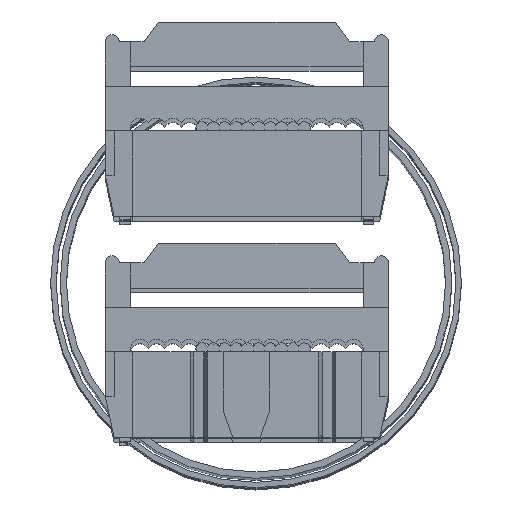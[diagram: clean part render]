
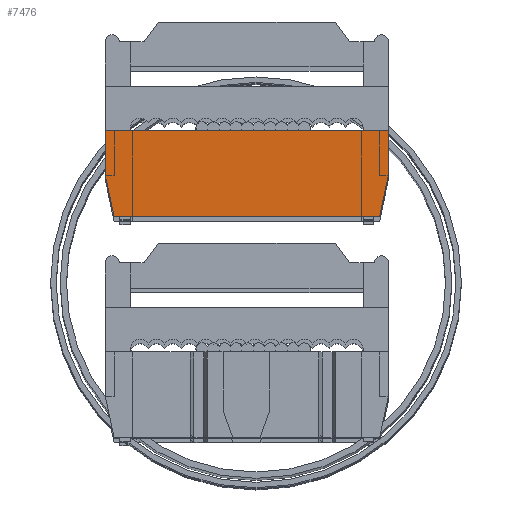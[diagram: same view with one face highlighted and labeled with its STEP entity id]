
A CAD part, top view. The second image highlights one B-rep face of the part: STEP entity #7476.
In plain terms, the highlighted face is planar.
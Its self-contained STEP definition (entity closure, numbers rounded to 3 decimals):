
#27 = CARTESIAN_POINT ( 'NONE',  ( 0., 3., 6.8 ) ) ;
#352 = EDGE_CURVE ( 'NONE', #6200, #981, #1952, .T. ) ;
#354 = VERTEX_POINT ( 'NONE', #6578 ) ;
#529 = CARTESIAN_POINT ( 'NONE',  ( -10.5, 3., 6.8 ) ) ;
#918 = DIRECTION ( 'NONE',  ( -1., 0., 0. ) ) ;
#981 = VERTEX_POINT ( 'NONE', #529 ) ;
#1082 = EDGE_CURVE ( 'NONE', #981, #1966, #3791, .T. ) ;
#1233 = CARTESIAN_POINT ( 'NONE',  ( 0., 3., 3.324 ) ) ;
#1394 = CARTESIAN_POINT ( 'NONE',  ( -11.175, 3., 3.324 ) ) ;
#1820 = CARTESIAN_POINT ( 'NONE',  ( -11.175, 3., 3.6 ) ) ;
#1952 = LINE ( 'NONE', #7338, #10190 ) ;
#1966 = VERTEX_POINT ( 'NONE', #9692 ) ;
#2424 = ORIENTED_EDGE ( 'NONE', *, *, #1082, .T. ) ;
#2443 = CARTESIAN_POINT ( 'NONE',  ( 11.175, 3., 0. ) ) ;
#2476 = ORIENTED_EDGE ( 'NONE', *, *, #8336, .T. ) ;
#2533 = DIRECTION ( 'NONE',  ( 0.206, 0., 0.978 ) ) ;
#2534 = ORIENTED_EDGE ( 'NONE', *, *, #352, .T. ) ;
#2837 = VECTOR ( 'NONE', #9733, 1000. ) ;
#3015 = DIRECTION ( 'NONE',  ( 0., 0., 1. ) ) ;
#3196 = FACE_OUTER_BOUND ( 'NONE', #8796, .T. ) ;
#3744 = ORIENTED_EDGE ( 'NONE', *, *, #8820, .T. ) ;
#3761 = VECTOR ( 'NONE', #918, 1000. ) ;
#3791 = LINE ( 'NONE', #27, #6573 ) ;
#4475 = CARTESIAN_POINT ( 'NONE',  ( 0., 3., 0. ) ) ;
#4648 = LINE ( 'NONE', #6739, #5030 ) ;
#4900 = LINE ( 'NONE', #4475, #3761 ) ;
#5030 = VECTOR ( 'NONE', #8311, 1000. ) ;
#5643 = VECTOR ( 'NONE', #3015, 1000. ) ;
#5771 = VERTEX_POINT ( 'NONE', #9887 ) ;
#6200 = VERTEX_POINT ( 'NONE', #1820 ) ;
#6363 = AXIS2_PLACEMENT_3D ( 'NONE', #1233, #8440, #9236 ) ;
#6426 = CARTESIAN_POINT ( 'NONE',  ( 11.175, 3., 3.324 ) ) ;
#6573 = VECTOR ( 'NONE', #7194, 1000. ) ;
#6578 = CARTESIAN_POINT ( 'NONE',  ( 11.175, 3., 3.6 ) ) ;
#6629 = EDGE_CURVE ( 'NONE', #354, #8428, #7499, .T. ) ;
#6739 = CARTESIAN_POINT ( 'NONE',  ( 10.5, 3., 6.8 ) ) ;
#7194 = DIRECTION ( 'NONE',  ( 1., 0., 0. ) ) ;
#7338 = CARTESIAN_POINT ( 'NONE',  ( -11.175, 3., 3.6 ) ) ;
#7476 = ADVANCED_FACE ( 'NONE', ( #3196 ), #8497, .T. ) ;
#7499 = LINE ( 'NONE', #6426, #2837 ) ;
#8276 = LINE ( 'NONE', #1394, #5643 ) ;
#8311 = DIRECTION ( 'NONE',  ( 0.206, 0., -0.978 ) ) ;
#8336 = EDGE_CURVE ( 'NONE', #5771, #6200, #8276, .T. ) ;
#8428 = VERTEX_POINT ( 'NONE', #2443 ) ;
#8440 = DIRECTION ( 'NONE',  ( 0., 1., 0. ) ) ;
#8497 = PLANE ( 'NONE',  #6363 ) ;
#8681 = EDGE_CURVE ( 'NONE', #1966, #354, #4648, .T. ) ;
#8796 = EDGE_LOOP ( 'NONE', ( #9313, #9838, #3744, #2476, #2534, #2424 ) ) ;
#8820 = EDGE_CURVE ( 'NONE', #8428, #5771, #4900, .T. ) ;
#9236 = DIRECTION ( 'NONE',  ( 0., 0., 1. ) ) ;
#9313 = ORIENTED_EDGE ( 'NONE', *, *, #8681, .T. ) ;
#9692 = CARTESIAN_POINT ( 'NONE',  ( 10.5, 3., 6.8 ) ) ;
#9733 = DIRECTION ( 'NONE',  ( 0., 0., -1. ) ) ;
#9838 = ORIENTED_EDGE ( 'NONE', *, *, #6629, .T. ) ;
#9887 = CARTESIAN_POINT ( 'NONE',  ( -11.175, 3., 0. ) ) ;
#10190 = VECTOR ( 'NONE', #2533, 1000. ) ;
